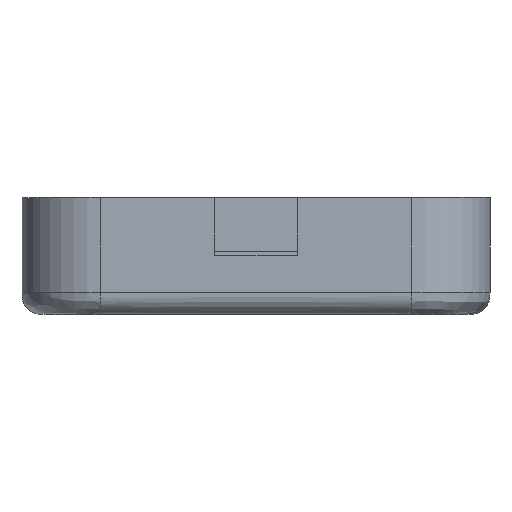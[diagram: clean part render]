
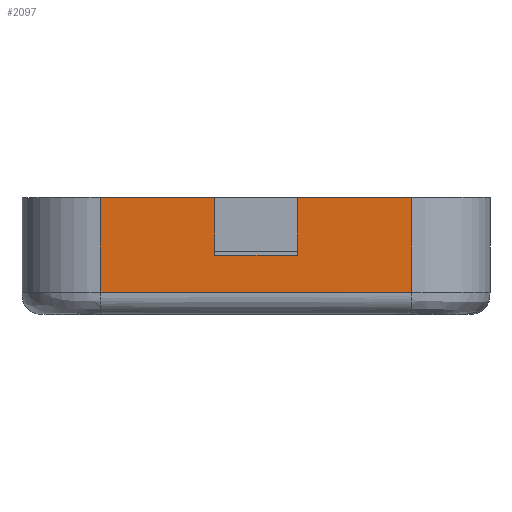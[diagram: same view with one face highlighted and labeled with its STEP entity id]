
A CAD part, left-side view. The second image highlights one B-rep face of the part: STEP entity #2097.
In plain terms, the highlighted planar face has unit normal (-1, 0, 0).
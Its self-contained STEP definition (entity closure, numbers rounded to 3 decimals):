
#45=PLANE('',#2255);
#176=LINE('',#3592,#373);
#188=LINE('',#4063,#385);
#189=LINE('',#4067,#386);
#190=LINE('',#4069,#387);
#191=LINE('',#4071,#388);
#192=LINE('',#4073,#389);
#193=LINE('',#4075,#390);
#194=LINE('',#4076,#391);
#373=VECTOR('',#2565,10.);
#385=VECTOR('',#2601,10.);
#386=VECTOR('',#2606,10.);
#387=VECTOR('',#2607,10.);
#388=VECTOR('',#2608,10.);
#389=VECTOR('',#2609,10.);
#390=VECTOR('',#2610,10.);
#391=VECTOR('',#2611,10.);
#601=FACE_OUTER_BOUND('',#725,.T.);
#725=EDGE_LOOP('',(#1628,#1629,#1630,#1631,#1632,#1633,#1634,#1635));
#962=VERTEX_POINT('',#3580);
#963=VERTEX_POINT('',#3591);
#980=VERTEX_POINT('',#4062);
#981=VERTEX_POINT('',#4066);
#982=VERTEX_POINT('',#4068);
#983=VERTEX_POINT('',#4070);
#984=VERTEX_POINT('',#4072);
#985=VERTEX_POINT('',#4074);
#1199=EDGE_CURVE('',#962,#963,#176,.T.);
#1227=EDGE_CURVE('',#963,#980,#188,.T.);
#1229=EDGE_CURVE('',#962,#981,#189,.T.);
#1230=EDGE_CURVE('',#982,#981,#190,.T.);
#1231=EDGE_CURVE('',#982,#983,#191,.T.);
#1232=EDGE_CURVE('',#983,#984,#192,.T.);
#1233=EDGE_CURVE('',#984,#985,#193,.T.);
#1234=EDGE_CURVE('',#980,#985,#194,.T.);
#1628=ORIENTED_EDGE('',*,*,#1199,.F.);
#1629=ORIENTED_EDGE('',*,*,#1229,.T.);
#1630=ORIENTED_EDGE('',*,*,#1230,.F.);
#1631=ORIENTED_EDGE('',*,*,#1231,.T.);
#1632=ORIENTED_EDGE('',*,*,#1232,.T.);
#1633=ORIENTED_EDGE('',*,*,#1233,.T.);
#1634=ORIENTED_EDGE('',*,*,#1234,.F.);
#1635=ORIENTED_EDGE('',*,*,#1227,.F.);
#2097=ADVANCED_FACE('',(#601),#45,.T.);
#2255=AXIS2_PLACEMENT_3D('',#4065,#2604,#2605);
#2565=DIRECTION('',(0.,1.,0.));
#2601=DIRECTION('',(0.,0.,1.));
#2604=DIRECTION('center_axis',(-1.,0.,0.));
#2605=DIRECTION('ref_axis',(0.,-1.,0.));
#2606=DIRECTION('',(0.,0.,1.));
#2607=DIRECTION('',(0.,-1.,0.));
#2608=DIRECTION('',(0.,0.,-1.));
#2609=DIRECTION('',(0.,1.,0.));
#2610=DIRECTION('',(0.,0.,1.));
#2611=DIRECTION('',(0.,-1.,0.));
#3580=CARTESIAN_POINT('',(-34.5,-11.3,-6.9));
#3591=CARTESIAN_POINT('',(-34.5,11.3,-6.9));
#3592=CARTESIAN_POINT('',(-34.5,5.65,-6.9));
#4062=CARTESIAN_POINT('',(-34.5,11.3,0.));
#4063=CARTESIAN_POINT('',(-34.5,11.3,0.));
#4065=CARTESIAN_POINT('Origin',(-34.5,11.3,0.));
#4066=CARTESIAN_POINT('',(-34.5,-11.3,0.));
#4067=CARTESIAN_POINT('',(-34.5,-11.3,0.));
#4068=CARTESIAN_POINT('',(-34.5,-3.,0.));
#4069=CARTESIAN_POINT('',(-34.5,5.65,0.));
#4070=CARTESIAN_POINT('',(-34.5,-3.,-4.2));
#4071=CARTESIAN_POINT('',(-34.5,-3.,0.));
#4072=CARTESIAN_POINT('',(-34.5,3.,-4.2));
#4073=CARTESIAN_POINT('',(-34.5,4.15,-4.2));
#4074=CARTESIAN_POINT('',(-34.5,3.,0.));
#4075=CARTESIAN_POINT('',(-34.5,3.,-2.1));
#4076=CARTESIAN_POINT('',(-34.5,5.65,0.));
